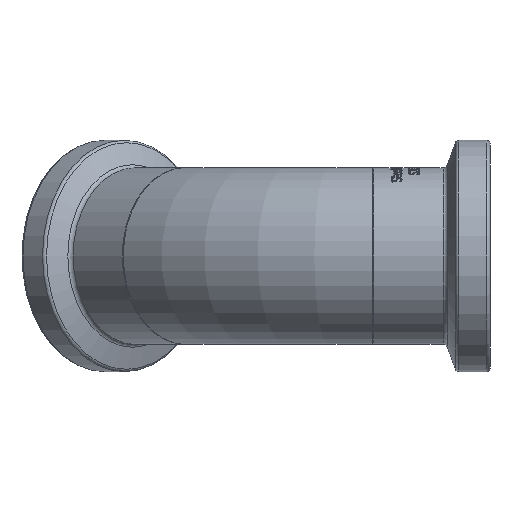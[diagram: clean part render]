
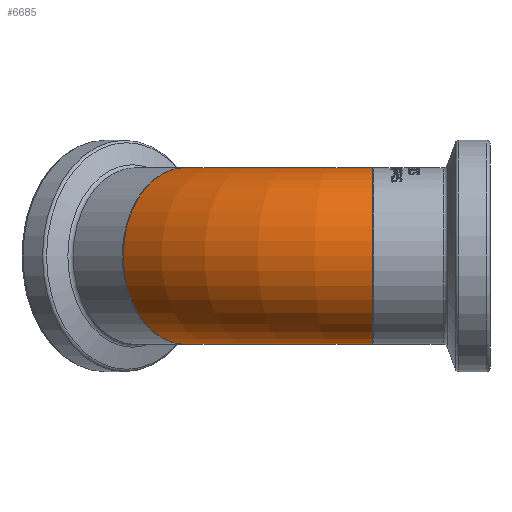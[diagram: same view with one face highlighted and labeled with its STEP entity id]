
A CAD part, left-side view. The second image highlights one B-rep face of the part: STEP entity #6685.
In plain terms, the highlighted toroidal (fillet/blend) face has major radius 28.575 mm and minor radius 9.525 mm.
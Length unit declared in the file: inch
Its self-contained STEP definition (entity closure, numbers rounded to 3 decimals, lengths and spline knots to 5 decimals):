
#30=TOROIDAL_SURFACE('',#7103,1.125,0.375);
#133=FACE_BOUND('',#1268,.T.);
#826=FACE_OUTER_BOUND('',#1267,.T.);
#1267=EDGE_LOOP('',(#6203));
#1268=EDGE_LOOP('',(#6204));
#1424=CIRCLE('',#7068,0.375);
#1440=CIRCLE('',#7099,0.375);
#3280=VERTEX_POINT('',#14540);
#3296=VERTEX_POINT('',#14587);
#4250=EDGE_CURVE('',#3280,#3280,#1424,.T.);
#4266=EDGE_CURVE('',#3296,#3296,#1440,.T.);
#6203=ORIENTED_EDGE('',*,*,#4266,.T.);
#6204=ORIENTED_EDGE('',*,*,#4250,.F.);
#6685=ADVANCED_FACE('',(#826,#133),#30,.T.);
#7068=AXIS2_PLACEMENT_3D('',#14541,#8294,#8295);
#7099=AXIS2_PLACEMENT_3D('',#14588,#8356,#8357);
#7103=AXIS2_PLACEMENT_3D('',#14594,#8364,#8365);
#8294=DIRECTION('center_axis',(0.,-1.,0.));
#8295=DIRECTION('ref_axis',(1.,0.,0.));
#8356=DIRECTION('center_axis',(-0.707,-0.707,0.));
#8357=DIRECTION('ref_axis',(0.707,-0.707,0.));
#8364=DIRECTION('center_axis',(0.,0.,-1.));
#8365=DIRECTION('ref_axis',(-1.,0.,0.));
#14540=CARTESIAN_POINT('',(-0.375,0.,0.));
#14541=CARTESIAN_POINT('Origin',(0.,0.,0.));
#14587=CARTESIAN_POINT('',(0.06434,1.06066,0.));
#14588=CARTESIAN_POINT('Origin',(0.3295,0.7955,0.));
#14594=CARTESIAN_POINT('Origin',(1.125,0.,0.));
